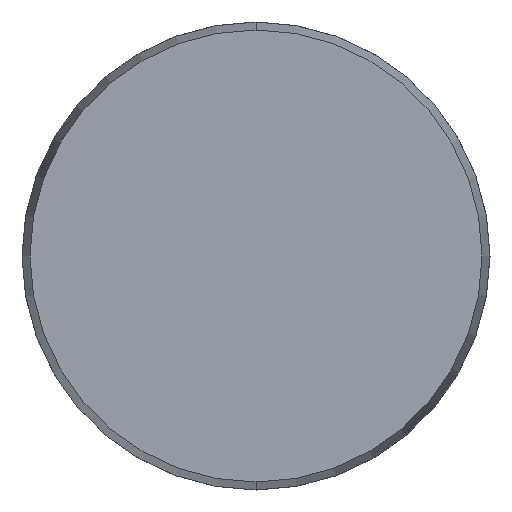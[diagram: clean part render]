
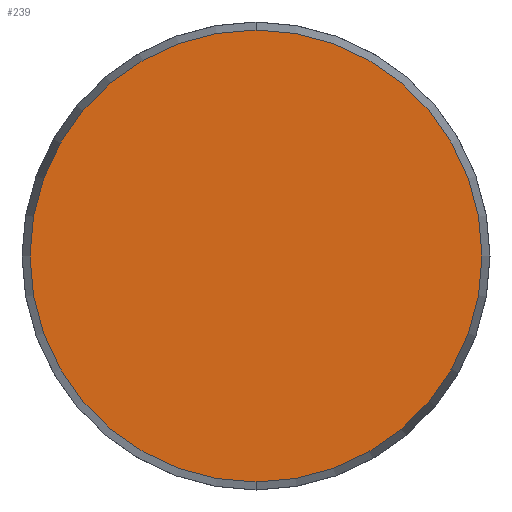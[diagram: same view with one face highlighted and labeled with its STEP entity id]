
A CAD part, front view. The second image highlights one B-rep face of the part: STEP entity #239.
In plain terms, the highlighted planar face has unit normal (0, -1, 0).
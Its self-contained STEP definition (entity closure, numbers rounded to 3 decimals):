
#18 = EDGE_CURVE ( 'NONE', #949, #729, #742, .T. ) ;
#71 = CARTESIAN_POINT ( 'NONE',  ( 0., 0., 24.143 ) ) ;
#110 = DIRECTION ( 'NONE',  ( 0., 1., 0. ) ) ;
#116 = PLANE ( 'NONE',  #877 ) ;
#139 = EDGE_CURVE ( 'NONE', #729, #949, #265, .T. ) ;
#239 = ADVANCED_FACE ( 'NONE', ( #1039 ), #116, .F. ) ;
#265 = CIRCLE ( 'NONE', #839, 24.143 ) ;
#466 = DIRECTION ( 'NONE',  ( 0., -1., 0. ) ) ;
#491 = CARTESIAN_POINT ( 'NONE',  ( -24.143, 0., 0. ) ) ;
#497 = DIRECTION ( 'NONE',  ( 0., 0., 1. ) ) ;
#559 = DIRECTION ( 'NONE',  ( 0., 0., -1. ) ) ;
#643 = CARTESIAN_POINT ( 'NONE',  ( 0., 0., 0. ) ) ;
#729 = VERTEX_POINT ( 'NONE', #828 ) ;
#742 = CIRCLE ( 'NONE', #973, 24.143 ) ;
#783 = ORIENTED_EDGE ( 'NONE', *, *, #18, .T. ) ;
#828 = CARTESIAN_POINT ( 'NONE',  ( 0., 0., -24.143 ) ) ;
#839 = AXIS2_PLACEMENT_3D ( 'NONE', #643, #1011, #559 ) ;
#840 = ORIENTED_EDGE ( 'NONE', *, *, #139, .T. ) ;
#877 = AXIS2_PLACEMENT_3D ( 'NONE', #491, #110, #497 ) ;
#916 = CARTESIAN_POINT ( 'NONE',  ( 0., 0., 0. ) ) ;
#949 = VERTEX_POINT ( 'NONE', #71 ) ;
#973 = AXIS2_PLACEMENT_3D ( 'NONE', #916, #466, #1077 ) ;
#1011 = DIRECTION ( 'NONE',  ( 0., -1., 0. ) ) ;
#1039 = FACE_OUTER_BOUND ( 'NONE', #1094, .T. ) ;
#1077 = DIRECTION ( 'NONE',  ( 0., 0., -1. ) ) ;
#1094 = EDGE_LOOP ( 'NONE', ( #783, #840 ) ) ;
